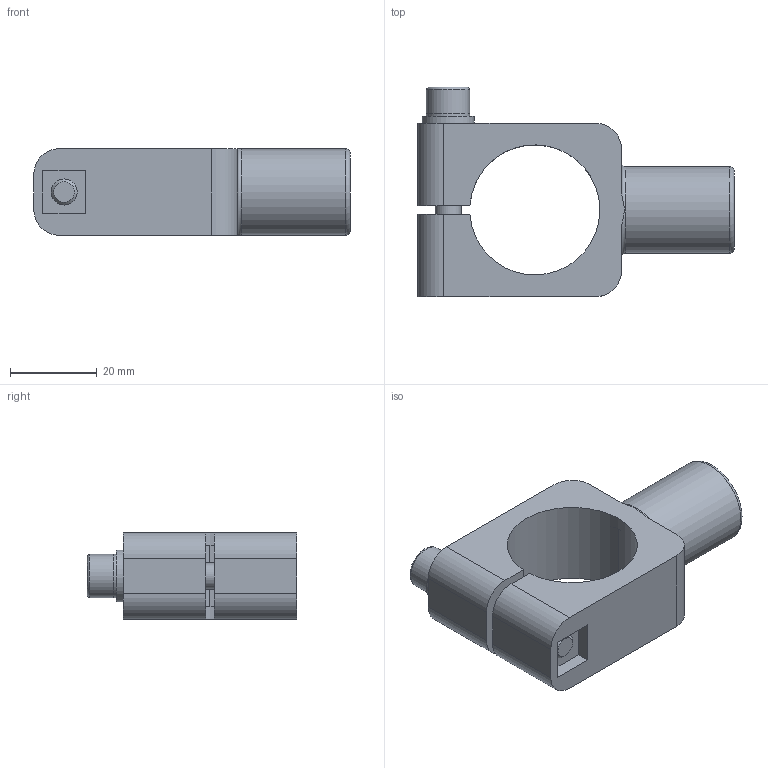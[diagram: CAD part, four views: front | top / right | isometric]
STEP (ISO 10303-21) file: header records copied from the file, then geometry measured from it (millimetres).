
FILE_DESCRIPTION((''),'2;1');
FILE_NAME('1-804-09-00-0 SH 30-20.stp','2008-01-17T10:52:09',('Wilberg'),(''),'Autodesk Inventor 11','Autodesk Inventor 11','');
FILE_SCHEMA(('AUTOMOTIVE_DESIGN { 1 0 10303 214 1 1 1 1 }'));
Length unit declared in the file: millimetre
Products named in the file (6): 1-804-09-00-0 SH 30-20; 1-804-09-01-0 -; BMU-493-006; ISO 7090-FormA6.4; DIN 562-M6; ISO 4762-M6x40
Assembly tree (5 placements, depth 2):
  1-804-09-00-0 SH 30-20
    1-804-09-01-0 -
    BMU-493-006
    ISO 7090-FormA6.4
    DIN 562-M6
    ISO 4762-M6x40
Bounding box: 73 x 48.3 x 20 mm (x, y, z)
Volume: 25669.9 mm3; surface area: 13251.4 mm2
Topology: 5 solids, 5 shells, 63 faces, 145 edges, 96 vertices
Faces by surface type: plane 36, cylinder 15, bspline 8, cone 3, torus 1
Full cylindrical faces by diameter (mm): 6 x2, 6.4 x2, 10 x2, 12 x1, 19.9 x1
Entity records: 2131 total; most frequent: CARTESIAN_POINT 632, DIRECTION 290, ORIENTED_EDGE 242, EDGE_CURVE 121, AXIS2_PLACEMENT_3D 111, EDGE_LOOP 96, VERTEX_POINT 89, VECTOR 68
